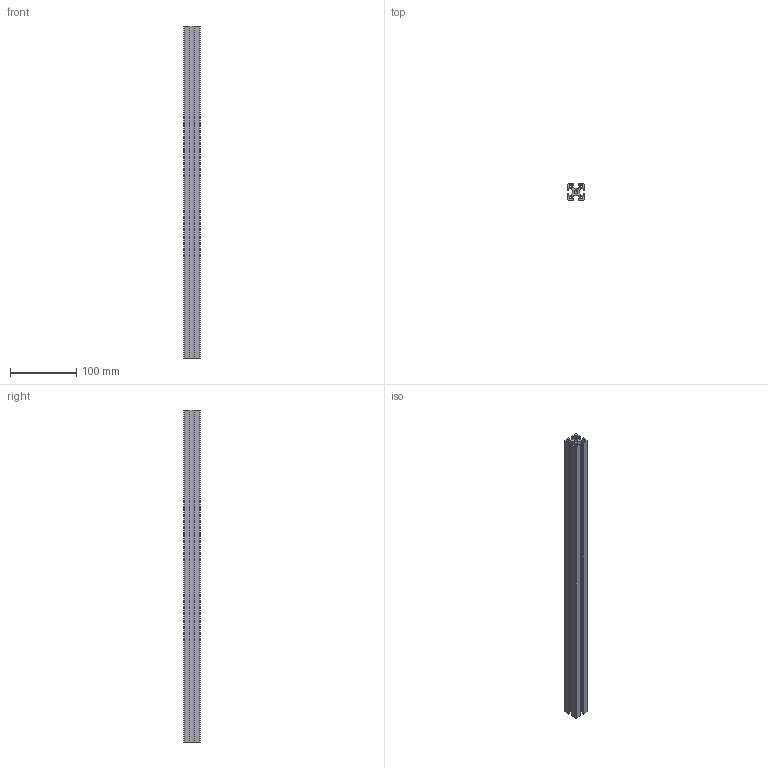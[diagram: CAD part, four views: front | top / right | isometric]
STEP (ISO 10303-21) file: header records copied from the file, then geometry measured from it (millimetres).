
FILE_DESCRIPTION (( 'STEP AP214' ), '1' );
FILE_NAME ('2855-E0W.STEP', '2009-02-03T22:09:57', ( '' ), ( '' ), 'SwSTEP 2.0', 'SolidWorks 2007', '' );
FILE_SCHEMA (( 'AUTOMOTIVE_DESIGN' ));
Length unit declared in the file: millimetre
Products named in the file (1): 2855-E0W
Bounding box: 24.99 x 24.99 x 500 mm (x, y, z)
Volume: 155656.5 mm3; surface area: 115123.1 mm2
Topology: 1 solids, 1 shells, 77 faces, 213 edges, 137 vertices
Faces by surface type: plane 48, cylinder 23, cone 6
Entity records: 3289 total; most frequent: CARTESIAN_POINT 422, ORIENTED_EDGE 414, DIRECTION 409, EDGE_CURVE 207, VECTOR 161, LINE 161, VERTEX_POINT 137, AXIS2_PLACEMENT_3D 124
